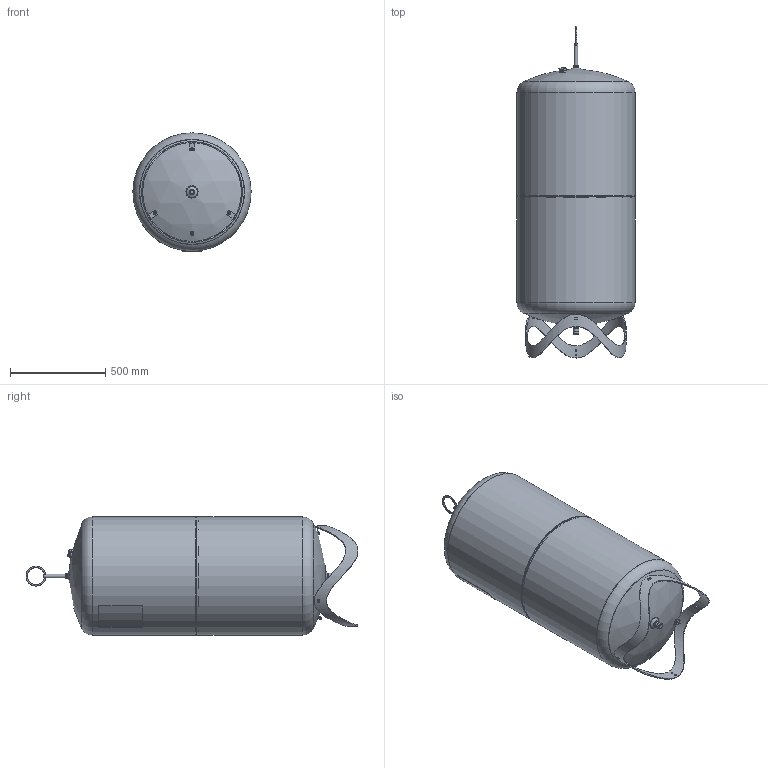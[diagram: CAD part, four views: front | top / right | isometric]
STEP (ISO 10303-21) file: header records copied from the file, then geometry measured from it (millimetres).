
FILE_DESCRIPTION((''),'2;1');
FILE_NAME('7103010_3D_1002_00_DE_FR_IT_EN_NL_UPD.stp','2015-01-08T11:55:38',('SCG'),(''),'Autodesk Inventor 2013','Autodesk Inventor 2013','');
FILE_SCHEMA(('AUTOMOTIVE_DESIGN { 1 0 10303 214 1 1 1 1 }'));
Length unit declared in the file: millimetre
Products named in the file (1): 119489
Bounding box: 620 x 1740.16 x 620.3 mm (x, y, z)
Volume: 26800457.2 mm3; surface area: 7737726.5 mm2
Topology: 8 solids, 9 shells, 408 faces, 1093 edges, 706 vertices
Faces by surface type: plane 195, cylinder 105, cone 46, bspline 29, torus 25, sphere 7, revolution 1
Full cylindrical faces by diameter (mm): 4 x20, 7.5 x2, 8 x7, 8.4 x1, 9 x2, 10 x3, 11.027 x1, 12.6 x1, 14 x1, 14.95 x1, 17.2 x1, 18 x1, 20 x2, 24.117 x1, 26.44 x1, 26.5 x1, 26.8 x2, 27 x2, 29.8 x4, 30 x1, 32 x1, 33.3 x1, 40 x1, 45 x1, 55 x1, 58 x1, 517 x1, 527 x1, 610 x1, 615 x2
Entity records: 16079 total; most frequent: CARTESIAN_POINT 6116, DIRECTION 1917, ORIENTED_EDGE 1874, EDGE_CURVE 937, AXIS2_PLACEMENT_3D 790, VERTEX_POINT 671, EDGE_LOOP 637, CIRCLE 409
